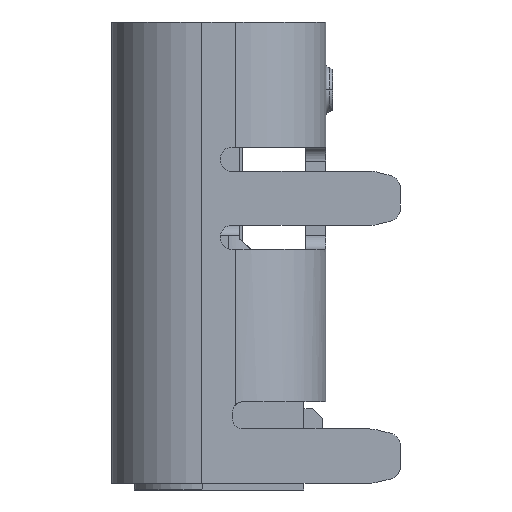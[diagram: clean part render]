
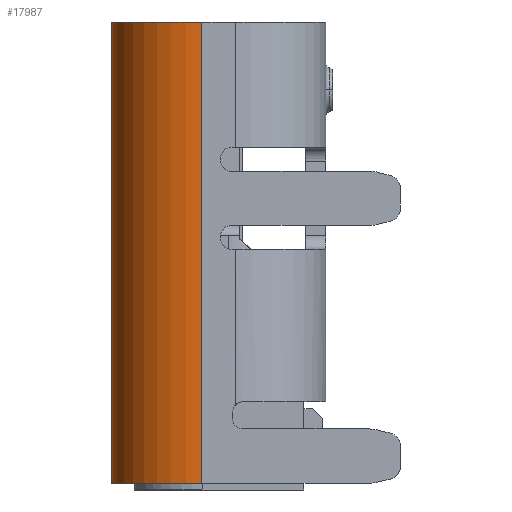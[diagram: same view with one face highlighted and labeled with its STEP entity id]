
A CAD part, left-side view. The second image highlights one B-rep face of the part: STEP entity #17987.
In plain terms, the highlighted cylindrical face has radius 1.33 mm (diameter 2.66 mm), a partial arc.
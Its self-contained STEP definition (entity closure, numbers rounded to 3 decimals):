
#370=CIRCLE('',#18885,1.33);
#405=CIRCLE('',#18955,1.33);
#535=CYLINDRICAL_SURFACE('',#18954,1.33);
#3643=ORIENTED_EDGE('',*,*,#6242,.T.);
#3644=ORIENTED_EDGE('',*,*,#6243,.F.);
#3645=ORIENTED_EDGE('',*,*,#6113,.F.);
#3646=ORIENTED_EDGE('',*,*,#6244,.T.);
#6113=EDGE_CURVE('',#7536,#7537,#370,.T.);
#6242=EDGE_CURVE('',#7625,#7626,#405,.T.);
#6243=EDGE_CURVE('',#7537,#7626,#9123,.T.);
#6244=EDGE_CURVE('',#7536,#7625,#9124,.T.);
#7536=VERTEX_POINT('',#26261);
#7537=VERTEX_POINT('',#26263);
#7625=VERTEX_POINT('',#26570);
#7626=VERTEX_POINT('',#26571);
#9123=LINE('',#26572,#10673);
#9124=LINE('',#26573,#10674);
#10673=VECTOR('',#22239,1000.);
#10674=VECTOR('',#22240,1000.);
#11373=EDGE_LOOP('',(#3643,#3644,#3645,#3646));
#12096=FACE_BOUND('',#11373,.T.);
#17987=ADVANCED_FACE('',(#12096),#535,.T.);
#18885=AXIS2_PLACEMENT_3D('',#26262,#22012,#22013);
#18954=AXIS2_PLACEMENT_3D('',#26568,#22235,#22236);
#18955=AXIS2_PLACEMENT_3D('',#26569,#22237,#22238);
#22012=DIRECTION('',(0.,0.,-1.));
#22013=DIRECTION('',(0.,1.,0.));
#22235=DIRECTION('',(0.,0.,1.));
#22236=DIRECTION('',(0.,1.,0.));
#22237=DIRECTION('',(0.,0.,-1.));
#22238=DIRECTION('',(0.,1.,0.));
#22239=DIRECTION('',(0.,0.,1.));
#22240=DIRECTION('',(0.,0.,1.));
#26261=CARTESIAN_POINT('',(-4.47,1.93,-6.8));
#26262=CARTESIAN_POINT('',(-3.14,1.93,-6.8));
#26263=CARTESIAN_POINT('',(-3.14,3.26,-6.8));
#26568=CARTESIAN_POINT('',(-3.14,1.93,0.));
#26569=CARTESIAN_POINT('',(-3.14,1.93,0.));
#26570=CARTESIAN_POINT('',(-4.47,1.93,0.));
#26571=CARTESIAN_POINT('',(-3.14,3.26,0.));
#26572=CARTESIAN_POINT('',(-3.14,3.26,-2.9));
#26573=CARTESIAN_POINT('',(-4.47,1.93,0.));
